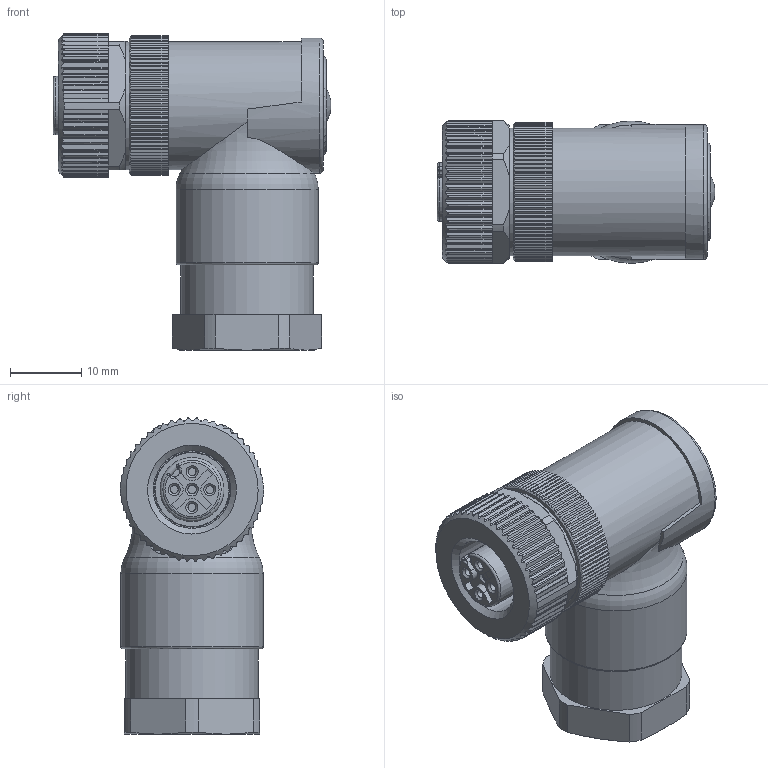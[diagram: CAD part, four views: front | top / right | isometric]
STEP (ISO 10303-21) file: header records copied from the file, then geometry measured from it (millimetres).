
FILE_DESCRIPTION(/* description */ (''),/* implementation_level */ '2;1');
FILE_NAME(/* name */ '99 0430 58 04 001_00-Winkeldose_ 4pol..stp',/* time_stamp */ '2020-11-12T08:02:49+01:00',/* author */ (''),/* organization */ (''),/* preprocessor_version */ 'ST-DEVELOPER v16',/* originating_system */ 'SIEMENS PLM Software NX 11.0',/* authorisation */ '');
FILE_SCHEMA (('AUTOMOTIVE_DESIGN { 1 0 10303 214 3 1 1 1 }'));
Length unit declared in the file: millimetre
Products named in the file (1): rhen1AE0336Fo7id
Bounding box: 39.1 x 20.2 x 44.49 mm (x, y, z)
Volume: 17408.2 mm3; surface area: 5560.3 mm2
Topology: 1 solids, 1 shells, 658 faces, 1880 edges, 1239 vertices
Faces by surface type: plane 389, cylinder 235, cone 21, torus 10, sphere 2, bspline 1
Full cylindrical faces by diameter (mm): 1.1 x4, 1.2 x1, 2.25 x1, 8.2 x1, 10.917 x1, 11.5 x1, 18 x2, 18.6 x1, 19 x1, 20 x1
Entity records: 22919 total; most frequent: CARTESIAN_POINT 6427, ORIENTED_EDGE 3654, DIRECTION 3146, EDGE_CURVE 1827, VERTEX_POINT 1220, AXIS2_PLACEMENT_3D 1093, LINE 960, VECTOR 960
